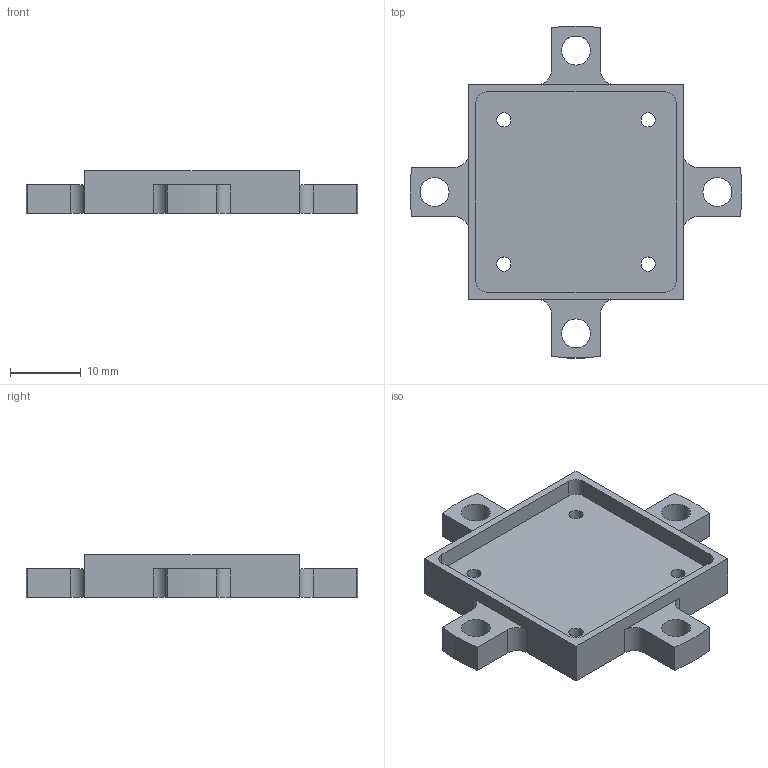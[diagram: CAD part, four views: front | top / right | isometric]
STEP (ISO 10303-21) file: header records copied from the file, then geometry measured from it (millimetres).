
FILE_DESCRIPTION(/* description */ (''),/* implementation_level */ '2;1');
FILE_NAME(/* name */ 'PHB_V2.stp',/* time_stamp */ '2023-06-08T14:56:34+03:00',/* author */ ('Joel Salminen / Aalto University'),/* organization */ (''),/* preprocessor_version */ 'ST-DEVELOPER v19.2',/* originating_system */ 'Autodesk Inventor 2023',/* authorisation */ '');
FILE_SCHEMA (('AUTOMOTIVE_DESIGN { 1 0 10303 214 3 1 1 }'));
Length unit declared in the file: millimetre
Products named in the file (1): PCB holder bottom_V2
Bounding box: 46.94 x 46.94 x 6 mm (x, y, z)
Volume: 4136.3 mm3; surface area: 3747.4 mm2
Topology: 1 solids, 1 shells, 49 faces, 135 edges, 90 vertices
Faces by surface type: cylinder 25, plane 24
Full cylindrical faces by diameter (mm): 2.013 x4, 3.242 x1, 4.1 x4
Entity records: 1654 total; most frequent: DIRECTION 285, CARTESIAN_POINT 275, ORIENTED_EDGE 270, EDGE_CURVE 135, AXIS2_PLACEMENT_3D 100, VERTEX_POINT 90, LINE 85, VECTOR 85
